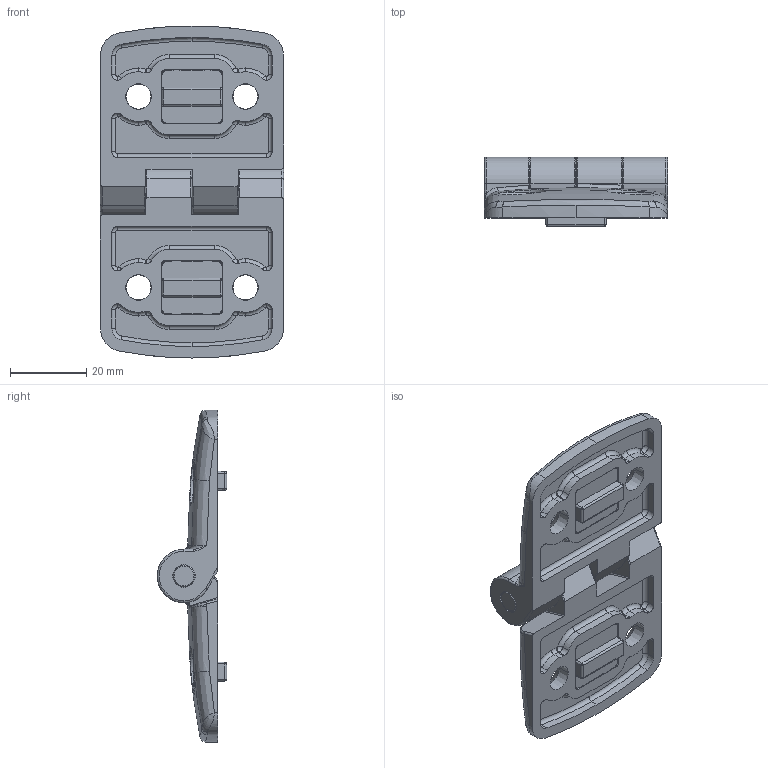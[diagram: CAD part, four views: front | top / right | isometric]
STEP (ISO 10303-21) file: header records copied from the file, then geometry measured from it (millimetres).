
FILE_DESCRIPTION(('STEP AP214'),'1');
FILE_NAME('fath_095a4545f.stp','2017-04-26T12:48:14',('TraceParts'),('TraceParts S.A.'),'Spatial InterOp 3D',' ',' ');
FILE_SCHEMA(('automotive_design'));
Length unit declared in the file: millimetre
Products named in the file (5): fath_095a4545f_1; fath_095a4545f_2; fath_095a4545f_3; fath_095a4545f_4; fath_095a4545f_5
Bounding box: 48 x 18.2 x 87 mm (x, y, z)
Volume: 24510 mm3; surface area: 16446.2 mm2
Topology: 5 solids, 5 shells, 838 faces, 2066 edges, 1210 vertices
Faces by surface type: cylinder 276, plane 268, torus 148, bspline 70, cone 60, sphere 16
Entity records: 35149 total; most frequent: CARTESIAN_POINT 9083, DIRECTION 4134, ORIENTED_EDGE 4060, EDGE_CURVE 2030, AXIS2_PLACEMENT_3D 1655, VERTEX_POINT 1210, CIRCLE 882, EDGE_LOOP 862
